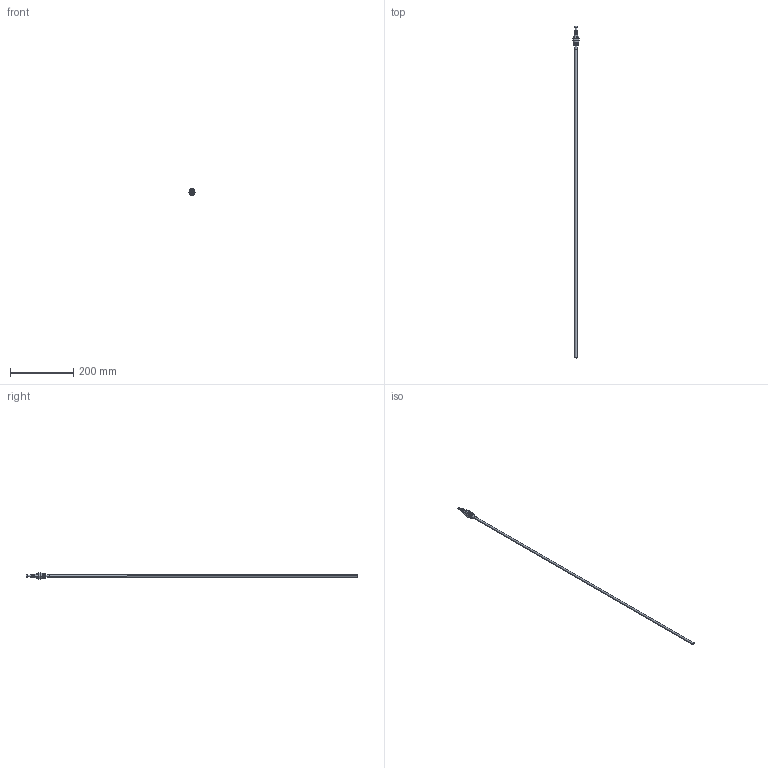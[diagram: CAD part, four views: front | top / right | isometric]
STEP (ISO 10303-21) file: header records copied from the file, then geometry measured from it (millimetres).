
FILE_DESCRIPTION((''),'2;1');
FILE_NAME('3d_31SCM100.stp','2012-10-03T09:31:19',(''),(''),'Mechanical Desktop 2011','Mechanical Desktop 2011',', , ');
FILE_SCHEMA(('CONFIG_CONTROL_DESIGN'));
Length unit declared in the file: millimetre
Products named in the file (1): Product
Bounding box: 22 x 1052.94 x 19.05 mm (x, y, z)
Volume: 46895.6 mm3; surface area: 25559.2 mm2
Topology: 1 solids, 1 shells, 97 faces, 204 edges, 130 vertices
Faces by surface type: cylinder 44, plane 41, bspline 10, torus 2
Entity records: 3367 total; most frequent: CARTESIAN_POINT 1124, DIRECTION 486, ORIENTED_EDGE 408, EDGE_CURVE 204, AXIS2_PLACEMENT_3D 194, VERTEX_POINT 130, EDGE_LOOP 118, CIRCLE 106
